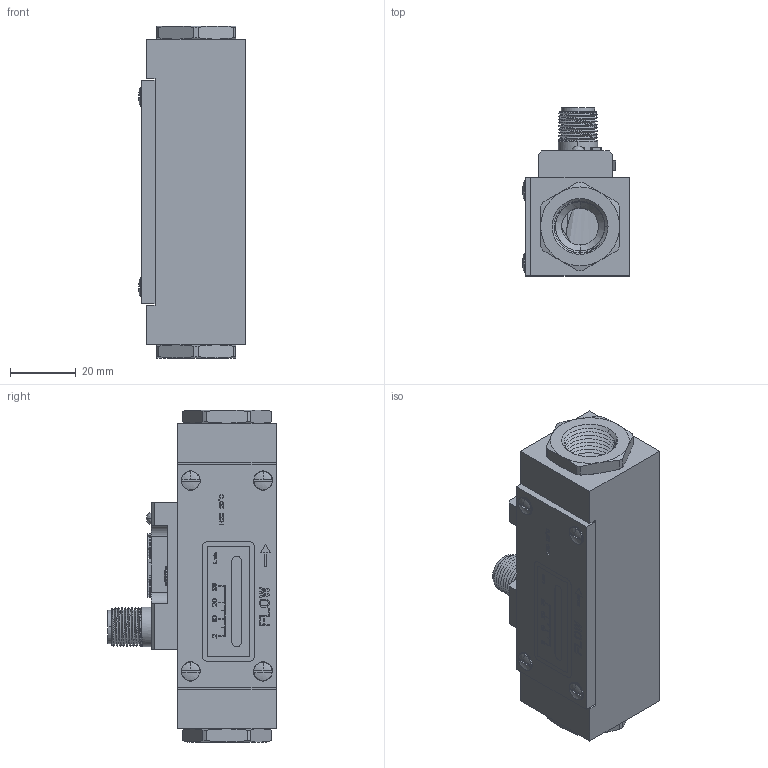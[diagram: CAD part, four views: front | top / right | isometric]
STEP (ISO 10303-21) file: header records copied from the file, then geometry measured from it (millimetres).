
FILE_DESCRIPTION (( 'STEP AP214' ), '1' );
FILE_NAME ('FC220-G38K-M1-3D.STEP', '2021-09-01T02:14:14', ( '' ), ( '' ), 'SwSTEP 2.0', 'SolidWorks 2018', '' );
FILE_SCHEMA (( 'AUTOMOTIVE_DESIGN' ));
Length unit declared in the file: millimetre
Products named in the file (10): FC220-67X29-2-25_ASM.stp; HK-KT-LED.stp; FC220-G38K-M1-3D; HSHSM-4.stp; HK-KT-LED-ASM_ASM.stp; M3X6MM-DZ.stp; G12M-G38K-3D.stp; FC220-G38K-M1-3D.stp; FC220-MP2-25.stp; FC220-G12K-L1-DN15-3D.stp
Assembly tree (14 placements, depth 4):
  FC220-G38K-M1-3D
    FC220-G38K-M1-3D.stp
      HK-KT-LED-ASM_ASM.stp
        HK-KT-LED.stp
        HSHSM-4.stp
      FC220-67X29-2-25_ASM.stp
        FC220-MP2-25.stp
        M3X6MM-DZ.stp  x4
      FC220-G12K-L1-DN15-3D.stp
      M3X6MM-DZ.stp
      G12M-G38K-3D.stp  x2
Bounding box: 32.49 x 51.2 x 101 mm (x, y, z)
Volume: 20416.5 mm3; surface area: 38451 mm2
Topology: 10 solids, 16 shells, 2137 faces, 6036 edges, 4017 vertices
Faces by surface type: plane 1688, cylinder 193, bspline 128, cone 92, torus 20, sphere 16
Entity records: 72693 total; most frequent: CARTESIAN_POINT 22990, ORIENTED_EDGE 10806, DIRECTION 9153, EDGE_CURVE 5413, LINE 4733, VECTOR 4733, VERTEX_POINT 3605, AXIS2_PLACEMENT_3D 2210
